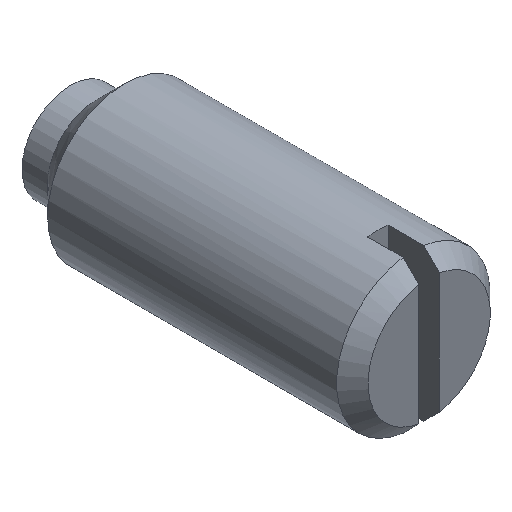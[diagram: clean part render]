
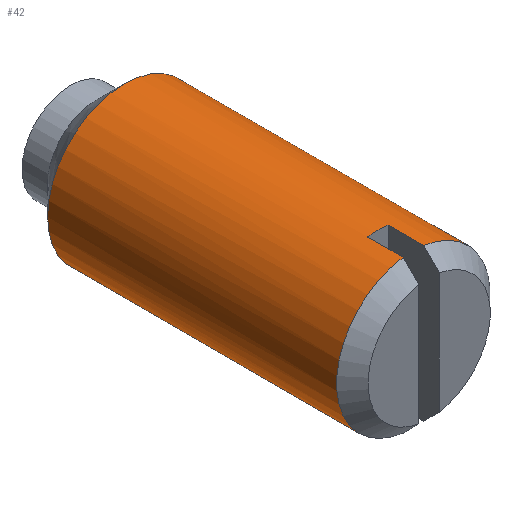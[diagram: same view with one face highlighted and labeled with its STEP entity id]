
A CAD part, isometric view. The second image highlights one B-rep face of the part: STEP entity #42.
In plain terms, the highlighted cylindrical face has radius 1.5 mm (diameter 3 mm), a full revolution.
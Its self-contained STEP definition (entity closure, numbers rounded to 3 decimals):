
#42 = ADVANCED_FACE( '', ( #93, #94 ), #95, .T. );
#93 = FACE_OUTER_BOUND( '', #157, .T. );
#94 = FACE_OUTER_BOUND( '', #158, .T. );
#95 = CYLINDRICAL_SURFACE( '', #159, 1.5 );
#157 = EDGE_LOOP( '', ( #217, #218, #219, #220, #221, #222, #223, #224 ) );
#158 = EDGE_LOOP( '', ( #225 ) );
#159 = AXIS2_PLACEMENT_3D( '', #226, #227, #228 );
#217 = ORIENTED_EDGE( '', *, *, #330, .F. );
#218 = ORIENTED_EDGE( '', *, *, #331, .F. );
#219 = ORIENTED_EDGE( '', *, *, #332, .F. );
#220 = ORIENTED_EDGE( '', *, *, #333, .F. );
#221 = ORIENTED_EDGE( '', *, *, #334, .F. );
#222 = ORIENTED_EDGE( '', *, *, #335, .F. );
#223 = ORIENTED_EDGE( '', *, *, #336, .F. );
#224 = ORIENTED_EDGE( '', *, *, #337, .F. );
#225 = ORIENTED_EDGE( '', *, *, #327, .T. );
#226 = CARTESIAN_POINT( '', ( 0., 0., 0. ) );
#227 = DIRECTION( '', ( 0., 1., 0. ) );
#228 = DIRECTION( '', ( 0., 0., -1. ) );
#327 = EDGE_CURVE( '', #370, #370, #371, .T. );
#330 = EDGE_CURVE( '', #375, #376, #377, .T. );
#331 = EDGE_CURVE( '', #378, #375, #379, .T. );
#332 = EDGE_CURVE( '', #380, #378, #381, .T. );
#333 = EDGE_CURVE( '', #382, #380, #383, .F. );
#334 = EDGE_CURVE( '', #384, #382, #385, .T. );
#335 = EDGE_CURVE( '', #386, #384, #387, .T. );
#336 = EDGE_CURVE( '', #388, #386, #389, .T. );
#337 = EDGE_CURVE( '', #376, #388, #390, .F. );
#370 = VERTEX_POINT( '', #430 );
#371 = CIRCLE( '', #431, 1.5 );
#375 = VERTEX_POINT( '', #435 );
#376 = VERTEX_POINT( '', #436 );
#377 = CIRCLE( '', #437, 1.5 );
#378 = VERTEX_POINT( '', #438 );
#379 = LINE( '', #439, #440 );
#380 = VERTEX_POINT( '', #441 );
#381 = CIRCLE( '', #442, 1.5 );
#382 = VERTEX_POINT( '', #443 );
#383 = LINE( '', #444, #445 );
#384 = VERTEX_POINT( '', #446 );
#385 = CIRCLE( '', #447, 1.5 );
#386 = VERTEX_POINT( '', #448 );
#387 = LINE( '', #449, #450 );
#388 = VERTEX_POINT( '', #451 );
#389 = CIRCLE( '', #452, 1.5 );
#390 = LINE( '', #453, #454 );
#430 = CARTESIAN_POINT( '', ( 0., 5.95, -1.5 ) );
#431 = AXIS2_PLACEMENT_3D( '', #509, #510, #511 );
#435 = CARTESIAN_POINT( '', ( 0.2, 0.307, -1.487 ) );
#436 = CARTESIAN_POINT( '', ( 0.2, 0.307, 1.487 ) );
#437 = AXIS2_PLACEMENT_3D( '', #515, #516, #517 );
#438 = CARTESIAN_POINT( '', ( 0.2, 1., -1.487 ) );
#439 = CARTESIAN_POINT( '', ( 0.2, 0., -1.487 ) );
#440 = VECTOR( '', #518, 1000. );
#441 = CARTESIAN_POINT( '', ( -0.2, 1., -1.487 ) );
#442 = AXIS2_PLACEMENT_3D( '', #519, #520, #521 );
#443 = CARTESIAN_POINT( '', ( -0.2, 0.307, -1.487 ) );
#444 = CARTESIAN_POINT( '', ( -0.2, 0., -1.487 ) );
#445 = VECTOR( '', #522, 1000. );
#446 = CARTESIAN_POINT( '', ( -0.2, 0.307, 1.487 ) );
#447 = AXIS2_PLACEMENT_3D( '', #523, #524, #525 );
#448 = CARTESIAN_POINT( '', ( -0.2, 1., 1.487 ) );
#449 = CARTESIAN_POINT( '', ( -0.2, 0., 1.487 ) );
#450 = VECTOR( '', #526, 1000. );
#451 = CARTESIAN_POINT( '', ( 0.2, 1., 1.487 ) );
#452 = AXIS2_PLACEMENT_3D( '', #527, #528, #529 );
#453 = CARTESIAN_POINT( '', ( 0.2, 0., 1.487 ) );
#454 = VECTOR( '', #530, 1000. );
#509 = CARTESIAN_POINT( '', ( 0., 5.95, 0. ) );
#510 = DIRECTION( '', ( 0., -1., 0. ) );
#511 = DIRECTION( '', ( 0., 0., -1. ) );
#515 = CARTESIAN_POINT( '', ( 0., 0.307, 0. ) );
#516 = DIRECTION( '', ( 0., -1., 0. ) );
#517 = DIRECTION( '', ( 0., 0., -1. ) );
#518 = DIRECTION( '', ( 0., -1., 0. ) );
#519 = CARTESIAN_POINT( '', ( 0., 1., 0. ) );
#520 = DIRECTION( '', ( 0., -1., 0. ) );
#521 = DIRECTION( '', ( 0., 0., -1. ) );
#522 = DIRECTION( '', ( 0., -1., 0. ) );
#523 = CARTESIAN_POINT( '', ( 0., 0.307, 0. ) );
#524 = DIRECTION( '', ( 0., -1., 0. ) );
#525 = DIRECTION( '', ( 0., 0., -1. ) );
#526 = DIRECTION( '', ( 0., -1., 0. ) );
#527 = CARTESIAN_POINT( '', ( 0., 1., 0. ) );
#528 = DIRECTION( '', ( 0., -1., 0. ) );
#529 = DIRECTION( '', ( 0., 0., -1. ) );
#530 = DIRECTION( '', ( 0., -1., 0. ) );
